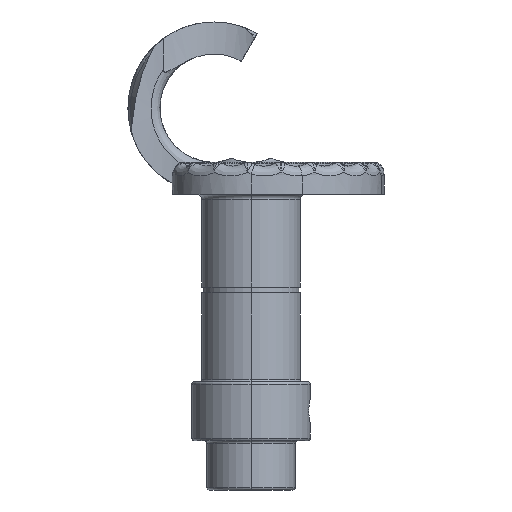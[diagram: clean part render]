
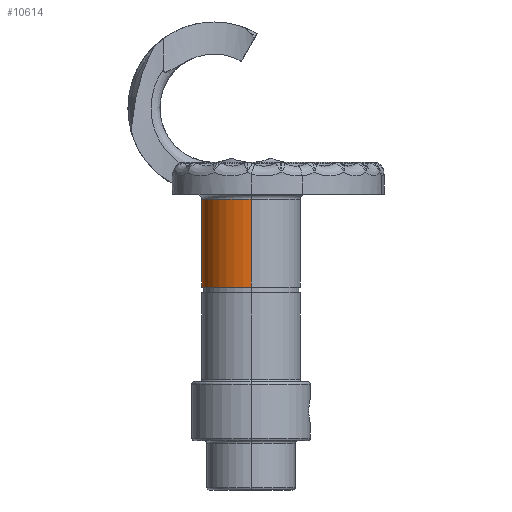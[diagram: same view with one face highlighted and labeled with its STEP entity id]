
A CAD part, left-side view. The second image highlights one B-rep face of the part: STEP entity #10614.
In plain terms, the highlighted cylindrical face has radius 10 mm (diameter 20 mm), a partial arc.
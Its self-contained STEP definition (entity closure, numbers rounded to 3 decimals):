
#244 = CARTESIAN_POINT ( 'NONE',  ( 10., 0., 28.284 ) ) ;
#684 = ORIENTED_EDGE ( 'NONE', *, *, #27589, .F. ) ;
#912 = VERTEX_POINT ( 'NONE', #17664 ) ;
#1110 = CARTESIAN_POINT ( 'NONE',  ( 0., 0., 28.284 ) ) ;
#1884 = ORIENTED_EDGE ( 'NONE', *, *, #21174, .T. ) ;
#2035 = AXIS2_PLACEMENT_3D ( 'NONE', #17719, #4780, #19897 ) ;
#2073 = CIRCLE ( 'NONE', #2035, 10. ) ;
#2502 = DIRECTION ( 'NONE',  ( 0., 0., -1. ) ) ;
#3369 = DIRECTION ( 'NONE',  ( -1., 0., 0. ) ) ;
#4167 = CARTESIAN_POINT ( 'NONE',  ( 10., 0., -18.8 ) ) ;
#4780 = DIRECTION ( 'NONE',  ( 0., 0., -1. ) ) ;
#5116 = FACE_OUTER_BOUND ( 'NONE', #22538, .T. ) ;
#6798 = VERTEX_POINT ( 'NONE', #18660 ) ;
#8020 = ORIENTED_EDGE ( 'NONE', *, *, #11785, .T. ) ;
#8320 = CARTESIAN_POINT ( 'NONE',  ( 0., 0., -18.8 ) ) ;
#9435 = LINE ( 'NONE', #244, #13154 ) ;
#9745 = DIRECTION ( 'NONE',  ( 0., 0., -1. ) ) ;
#10493 = DIRECTION ( 'NONE',  ( -1., 0., 0. ) ) ;
#10614 = ADVANCED_FACE ( 'NONE', ( #5116 ), #21664, .T. ) ;
#11079 = VERTEX_POINT ( 'NONE', #4167 ) ;
#11785 = EDGE_CURVE ( 'NONE', #11079, #912, #26678, .T. ) ;
#13154 = VECTOR ( 'NONE', #2502, 1000. ) ;
#13398 = EDGE_CURVE ( 'NONE', #27195, #11079, #9435, .T. ) ;
#13705 = CARTESIAN_POINT ( 'NONE',  ( 10., 0., -1. ) ) ;
#15082 = DIRECTION ( 'NONE',  ( 0., 0., -1. ) ) ;
#17664 = CARTESIAN_POINT ( 'NONE',  ( -10., 0., -18.8 ) ) ;
#17719 = CARTESIAN_POINT ( 'NONE',  ( 0., 0., -1. ) ) ;
#18660 = CARTESIAN_POINT ( 'NONE',  ( -10., 0., -1. ) ) ;
#19897 = DIRECTION ( 'NONE',  ( 1., 0., 0. ) ) ;
#21174 = EDGE_CURVE ( 'NONE', #6798, #27195, #2073, .T. ) ;
#21664 = CYLINDRICAL_SURFACE ( 'NONE', #23479, 10. ) ;
#22538 = EDGE_LOOP ( 'NONE', ( #1884, #26399, #8020, #684 ) ) ;
#23419 = DIRECTION ( 'NONE',  ( 0., 0., 1. ) ) ;
#23479 = AXIS2_PLACEMENT_3D ( 'NONE', #1110, #9745, #3369 ) ;
#26399 = ORIENTED_EDGE ( 'NONE', *, *, #13398, .T. ) ;
#26678 = CIRCLE ( 'NONE', #26752, 10. ) ;
#26752 = AXIS2_PLACEMENT_3D ( 'NONE', #8320, #23419, #10493 ) ;
#26879 = LINE ( 'NONE', #27541, #27550 ) ;
#27195 = VERTEX_POINT ( 'NONE', #13705 ) ;
#27541 = CARTESIAN_POINT ( 'NONE',  ( -10., 0., 28.284 ) ) ;
#27550 = VECTOR ( 'NONE', #15082, 1000. ) ;
#27589 = EDGE_CURVE ( 'NONE', #6798, #912, #26879, .T. ) ;
